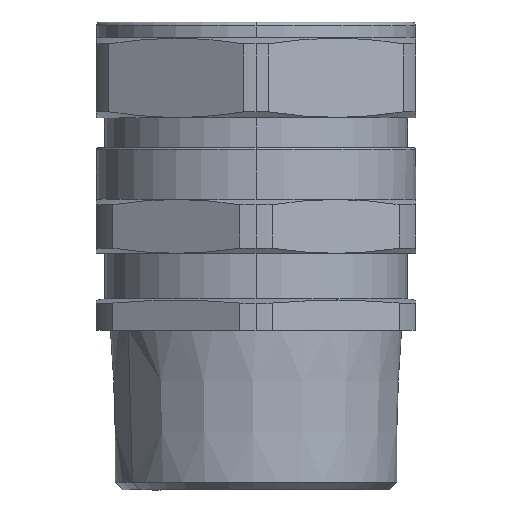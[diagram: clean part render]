
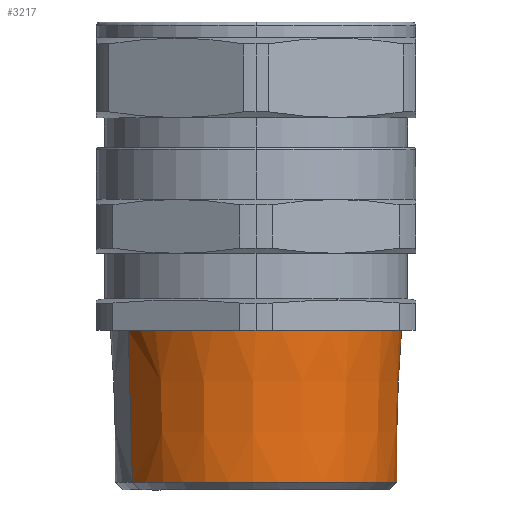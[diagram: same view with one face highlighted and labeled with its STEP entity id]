
A CAD part, front view. The second image highlights one B-rep face of the part: STEP entity #3217.
In plain terms, the highlighted conical face has half-angle 1.78 degrees and reference radius 35.257 mm.
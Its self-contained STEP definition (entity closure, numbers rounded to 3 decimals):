
#2984=AXIS2_PLACEMENT_3D('Circle Axis2P3D',#2982,#2983,$) ;
#2991=AXIS2_PLACEMENT_3D('Circle Axis2P3D',#2989,#2990,$) ;
#3189=AXIS2_PLACEMENT_3D('Cone Axis2P3D',#3186,#3187,#3188) ;
#3207=AXIS2_PLACEMENT_3D('Circle Axis2P3D',#3205,#3206,$) ;
#2977=CARTESIAN_POINT('Vertex',(7.968,27.001,40.)) ;
#2982=CARTESIAN_POINT('Axis2P3D Location',(40.,44.5,40.)) ;
#2986=CARTESIAN_POINT('Vertex',(40.,8.,40.)) ;
#2989=CARTESIAN_POINT('Axis2P3D Location',(40.,44.5,40.)) ;
#2993=CARTESIAN_POINT('Vertex',(72.032,61.999,40.)) ;
#3186=CARTESIAN_POINT('Axis2P3D Location',(40.,44.5,0.)) ;
#3191=CARTESIAN_POINT('Line Origine',(71.486,61.701,20.)) ;
#3195=CARTESIAN_POINT('Vertex',(70.995,61.433,1.999)) ;
#3198=CARTESIAN_POINT('Line Origine',(8.514,27.299,20.)) ;
#3202=CARTESIAN_POINT('Vertex',(9.005,27.567,1.999)) ;
#3205=CARTESIAN_POINT('Axis2P3D Location',(40.,44.5,1.999)) ;
#2983=DIRECTION('Axis2P3D Direction',(0.,0.,-1.)) ;
#2990=DIRECTION('Axis2P3D Direction',(0.,0.,-1.)) ;
#3187=DIRECTION('Axis2P3D Direction',(0.,0.,1.)) ;
#3188=DIRECTION('Axis2P3D XDirection',(0.878,0.479,0.)) ;
#3192=DIRECTION('Vector Direction',(0.027,0.015,1.)) ;
#3199=DIRECTION('Vector Direction',(-0.027,-0.015,1.)) ;
#3206=DIRECTION('Axis2P3D Direction',(0.,0.,1.)) ;
#3193=VECTOR('Line Direction',#3192,1.) ;
#3200=VECTOR('Line Direction',#3199,1.) ;
#3211=ORIENTED_EDGE('',*,*,#3197,.T.) ;
#3212=ORIENTED_EDGE('',*,*,#2995,.T.) ;
#3213=ORIENTED_EDGE('',*,*,#2988,.T.) ;
#3214=ORIENTED_EDGE('',*,*,#3204,.F.) ;
#3215=ORIENTED_EDGE('',*,*,#3209,.T.) ;
#3217=ADVANCED_FACE('PartBody',(#3216),#3190,.T.) ;
#2985=CIRCLE('generated circle',#2984,36.5) ;
#2992=CIRCLE('generated circle',#2991,36.5) ;
#3208=CIRCLE('generated circle',#3207,35.319) ;
#3190=CONICAL_SURFACE('Cone',#3189,35.257,0.031) ;
#2988=EDGE_CURVE('',#2987,#2978,#2985,.T.) ;
#2995=EDGE_CURVE('',#2994,#2987,#2992,.T.) ;
#3197=EDGE_CURVE('',#3196,#2994,#3194,.T.) ;
#3204=EDGE_CURVE('',#3203,#2978,#3201,.T.) ;
#3209=EDGE_CURVE('',#3203,#3196,#3208,.T.) ;
#3210=EDGE_LOOP('',(#3211,#3212,#3213,#3214,#3215)) ;
#3216=FACE_OUTER_BOUND('',#3210,.T.) ;
#3194=LINE('Line',#3191,#3193) ;
#3201=LINE('Line',#3198,#3200) ;
#2978=VERTEX_POINT('',#2977) ;
#2987=VERTEX_POINT('',#2986) ;
#2994=VERTEX_POINT('',#2993) ;
#3196=VERTEX_POINT('',#3195) ;
#3203=VERTEX_POINT('',#3202) ;
